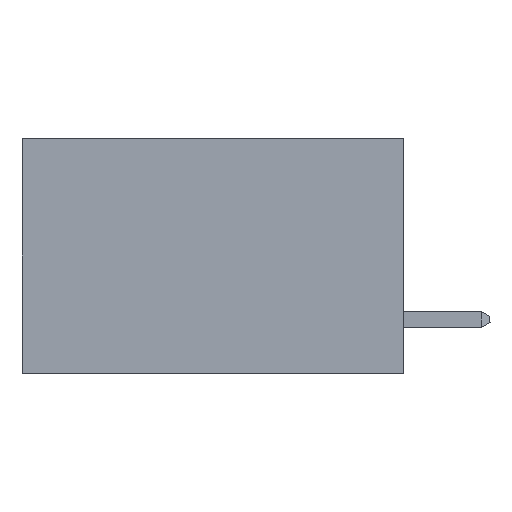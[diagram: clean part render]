
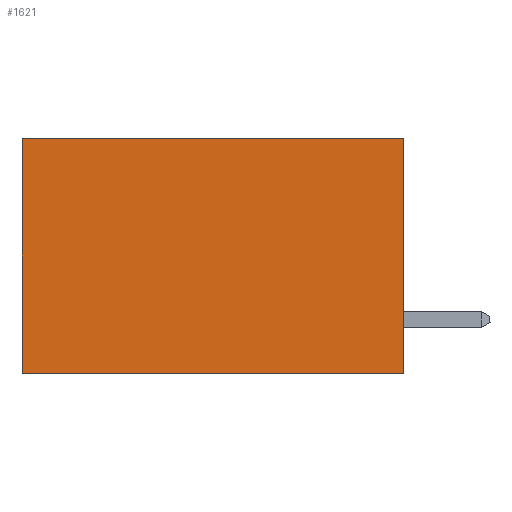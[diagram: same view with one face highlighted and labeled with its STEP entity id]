
A CAD part, left-side view. The second image highlights one B-rep face of the part: STEP entity #1621.
In plain terms, the highlighted planar face has unit normal (-1, 0, 0).
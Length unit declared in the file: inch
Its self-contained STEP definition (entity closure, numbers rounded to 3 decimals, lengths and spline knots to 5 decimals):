
#46 = DIRECTION ( 'NONE',  ( 0., 1., 0. ) ) ;
#136 = VERTEX_POINT ( 'NONE', #1769 ) ;
#255 = EDGE_CURVE ( 'NONE', #834, #136, #2099, .T. ) ;
#357 = EDGE_LOOP ( 'NONE', ( #25669, #3204, #14261, #15959 ) ) ;
#834 = VERTEX_POINT ( 'NONE', #4557 ) ;
#1340 = EDGE_CURVE ( 'NONE', #7745, #3234, #17399, .T. ) ;
#1456 = VECTOR ( 'NONE', #46, 39.37008 ) ;
#1621 = ADVANCED_FACE ( 'NONE', ( #14390 ), #14883, .F. ) ;
#1769 = CARTESIAN_POINT ( 'NONE',  ( 0.2875, 0.6, 0. ) ) ;
#2048 = CARTESIAN_POINT ( 'NONE',  ( 0.2875, 0., 0. ) ) ;
#2099 = LINE ( 'NONE', #2048, #1456 ) ;
#3204 = ORIENTED_EDGE ( 'NONE', *, *, #1340, .F. ) ;
#3234 = VERTEX_POINT ( 'NONE', #12856 ) ;
#4439 = CARTESIAN_POINT ( 'NONE',  ( 0.2875, 0., 0. ) ) ;
#4557 = CARTESIAN_POINT ( 'NONE',  ( 0.2875, 0., 0. ) ) ;
#7265 = CARTESIAN_POINT ( 'NONE',  ( 0.2875, 0.6, 0. ) ) ;
#7745 = VERTEX_POINT ( 'NONE', #26785 ) ;
#8487 = DIRECTION ( 'NONE',  ( 1., 0., 0. ) ) ;
#9069 = DIRECTION ( 'NONE',  ( 0., 0., -1. ) ) ;
#9255 = DIRECTION ( 'NONE',  ( 0., 1., 0. ) ) ;
#10471 = VECTOR ( 'NONE', #24354, 39.37008 ) ;
#10793 = CARTESIAN_POINT ( 'NONE',  ( 0.2875, 0., 0. ) ) ;
#12856 = CARTESIAN_POINT ( 'NONE',  ( 0.2875, 0.6, -0.37 ) ) ;
#14261 = ORIENTED_EDGE ( 'NONE', *, *, #15667, .F. ) ;
#14390 = FACE_OUTER_BOUND ( 'NONE', #357, .T. ) ;
#14883 = PLANE ( 'NONE',  #17857 ) ;
#15003 = LINE ( 'NONE', #4439, #18709 ) ;
#15667 = EDGE_CURVE ( 'NONE', #834, #7745, #15003, .T. ) ;
#15959 = ORIENTED_EDGE ( 'NONE', *, *, #255, .T. ) ;
#17399 = LINE ( 'NONE', #26333, #23766 ) ;
#17857 = AXIS2_PLACEMENT_3D ( 'NONE', #10793, #8487, #21286 ) ;
#18322 = EDGE_CURVE ( 'NONE', #136, #3234, #27515, .T. ) ;
#18709 = VECTOR ( 'NONE', #9069, 39.37008 ) ;
#21286 = DIRECTION ( 'NONE',  ( 0., 0., -1. ) ) ;
#23766 = VECTOR ( 'NONE', #9255, 39.37008 ) ;
#24354 = DIRECTION ( 'NONE',  ( 0., 0., -1. ) ) ;
#25669 = ORIENTED_EDGE ( 'NONE', *, *, #18322, .T. ) ;
#26333 = CARTESIAN_POINT ( 'NONE',  ( 0.2875, 0., -0.37 ) ) ;
#26785 = CARTESIAN_POINT ( 'NONE',  ( 0.2875, 0., -0.37 ) ) ;
#27515 = LINE ( 'NONE', #7265, #10471 ) ;
